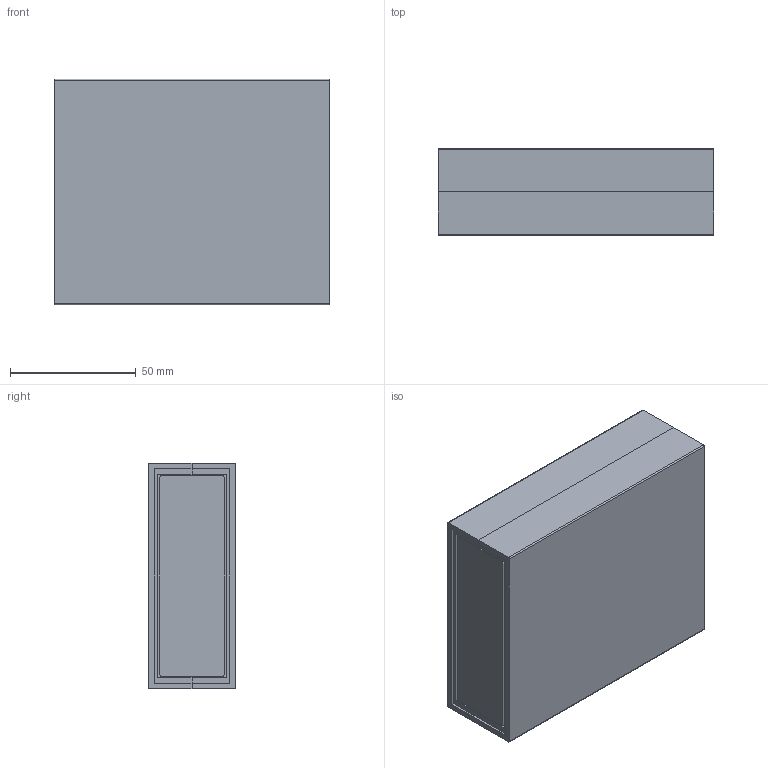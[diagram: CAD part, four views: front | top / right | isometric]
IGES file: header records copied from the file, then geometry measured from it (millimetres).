
Start section: SolidWorks IGES file using analytic representation for surfaces
Global section: file name: KM-35.IGS; native system: SolidWorks 2013; preprocessor: SolidWorks 2013; author: admin; date: 190715.094127; units: millimetre
Bounding box: 109.9 x 34.8 x 90 mm (x, y, z)
Surface area: 70360.3 mm2 (no closed solid volume)
Topology: 0 solids, 0 shells, 186 faces, 2384 edges, 2384 vertices
Faces by surface type: bspline 126, revolution 60
